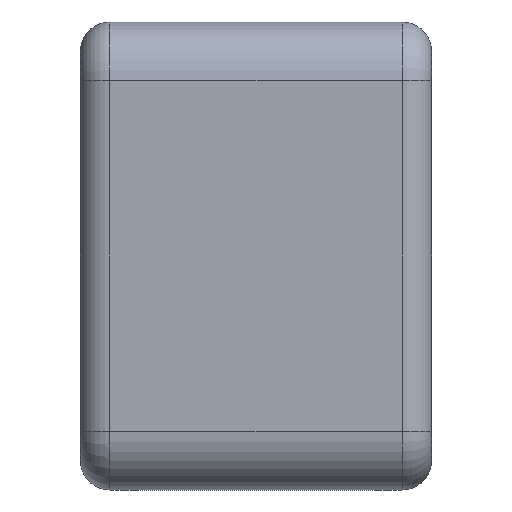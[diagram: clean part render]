
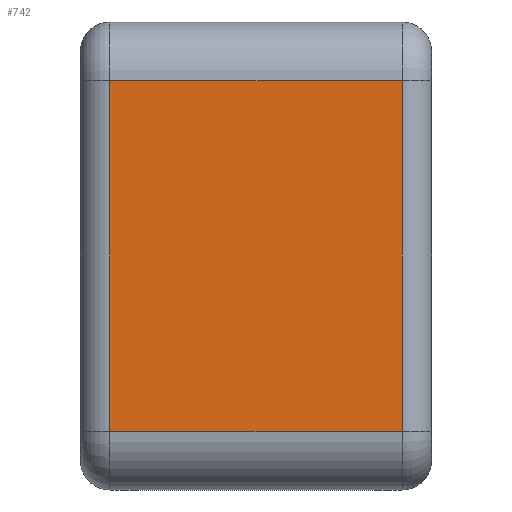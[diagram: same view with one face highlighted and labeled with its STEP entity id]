
A CAD part, front view. The second image highlights one B-rep face of the part: STEP entity #742.
In plain terms, the highlighted planar face has unit normal (0, -1, 0).
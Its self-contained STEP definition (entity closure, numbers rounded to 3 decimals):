
#10 = ORIENTED_EDGE ( 'NONE', *, *, #1008, .F. ) ;
#20 = DIRECTION ( 'NONE',  ( 0., 0., -1. ) ) ;
#46 = EDGE_LOOP ( 'NONE', ( #10, #1637, #1499, #127 ) ) ;
#75 = LINE ( 'NONE', #1643, #115 ) ;
#76 = CARTESIAN_POINT ( 'NONE',  ( 0., -18., 8. ) ) ;
#85 = VECTOR ( 'NONE', #642, 1000. ) ;
#115 = VECTOR ( 'NONE', #879, 1000. ) ;
#127 = ORIENTED_EDGE ( 'NONE', *, *, #425, .F. ) ;
#193 = CARTESIAN_POINT ( 'NONE',  ( -5., -18., 14. ) ) ;
#268 = DIRECTION ( 'NONE',  ( -1., 0., 0. ) ) ;
#274 = CARTESIAN_POINT ( 'NONE',  ( -5., -18., 2. ) ) ;
#308 = FACE_OUTER_BOUND ( 'NONE', #46, .T. ) ;
#312 = LINE ( 'NONE', #1029, #85 ) ;
#343 = LINE ( 'NONE', #523, #1241 ) ;
#425 = EDGE_CURVE ( 'NONE', #1054, #1193, #312, .T. ) ;
#523 = CARTESIAN_POINT ( 'NONE',  ( 0., -18., 2. ) ) ;
#642 = DIRECTION ( 'NONE',  ( 0., 0., 1. ) ) ;
#646 = CARTESIAN_POINT ( 'NONE',  ( 5., -18., 2. ) ) ;
#742 = ADVANCED_FACE ( 'NONE', ( #308 ), #1599, .F. ) ;
#769 = CARTESIAN_POINT ( 'NONE',  ( 5., -18., 0. ) ) ;
#772 = CARTESIAN_POINT ( 'NONE',  ( 5., -18., 14. ) ) ;
#848 = DIRECTION ( 'NONE',  ( 0., 0., 1. ) ) ;
#879 = DIRECTION ( 'NONE',  ( 1., 0., 0. ) ) ;
#985 = VERTEX_POINT ( 'NONE', #772 ) ;
#1008 = EDGE_CURVE ( 'NONE', #1572, #1054, #343, .T. ) ;
#1013 = DIRECTION ( 'NONE',  ( 0., 1., 0. ) ) ;
#1029 = CARTESIAN_POINT ( 'NONE',  ( -5., -18., 8. ) ) ;
#1054 = VERTEX_POINT ( 'NONE', #274 ) ;
#1098 = LINE ( 'NONE', #769, #1468 ) ;
#1099 = AXIS2_PLACEMENT_3D ( 'NONE', #76, #1013, #848 ) ;
#1193 = VERTEX_POINT ( 'NONE', #193 ) ;
#1241 = VECTOR ( 'NONE', #268, 1000. ) ;
#1468 = VECTOR ( 'NONE', #20, 1000. ) ;
#1483 = EDGE_CURVE ( 'NONE', #1193, #985, #75, .T. ) ;
#1499 = ORIENTED_EDGE ( 'NONE', *, *, #1483, .F. ) ;
#1572 = VERTEX_POINT ( 'NONE', #646 ) ;
#1582 = EDGE_CURVE ( 'NONE', #985, #1572, #1098, .T. ) ;
#1599 = PLANE ( 'NONE',  #1099 ) ;
#1637 = ORIENTED_EDGE ( 'NONE', *, *, #1582, .F. ) ;
#1643 = CARTESIAN_POINT ( 'NONE',  ( 0., -18., 14. ) ) ;
